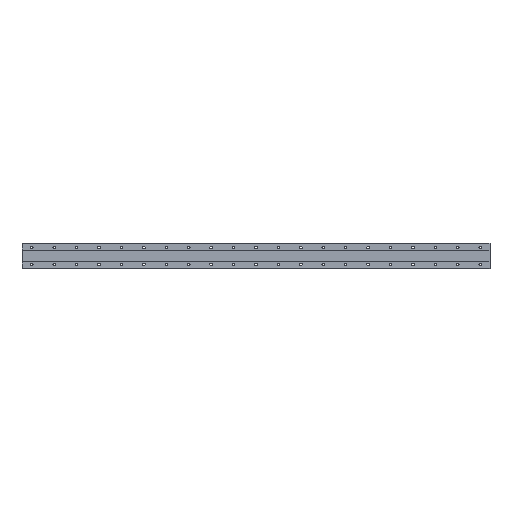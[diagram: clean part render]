
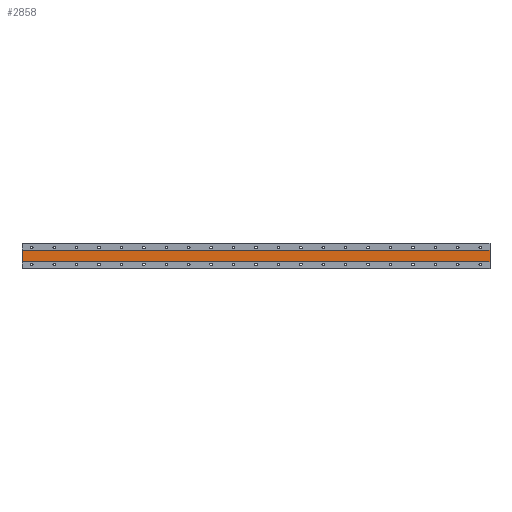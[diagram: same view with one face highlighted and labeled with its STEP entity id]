
A CAD part, front view. The second image highlights one B-rep face of the part: STEP entity #2858.
In plain terms, the highlighted planar face has unit normal (0, -1, 0).
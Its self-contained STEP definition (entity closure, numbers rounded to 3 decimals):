
#56 = VERTEX_POINT ( 'NONE', #5496 ) ;
#112 = VECTOR ( 'NONE', #1062, 1000. ) ;
#274 = DIRECTION ( 'NONE',  ( 0., 0., 1. ) ) ;
#639 = VERTEX_POINT ( 'NONE', #6894 ) ;
#976 = CARTESIAN_POINT ( 'NONE',  ( -35., 1., 20. ) ) ;
#1019 = EDGE_CURVE ( 'NONE', #56, #639, #2329, .T. ) ;
#1062 = DIRECTION ( 'NONE',  ( 1., 0., 0. ) ) ;
#1149 = CARTESIAN_POINT ( 'NONE',  ( 1635., 1., 20. ) ) ;
#1245 = EDGE_CURVE ( 'NONE', #5446, #1257, #6777, .T. ) ;
#1257 = VERTEX_POINT ( 'NONE', #7508 ) ;
#1383 = PLANE ( 'NONE',  #4497 ) ;
#1558 = CARTESIAN_POINT ( 'NONE',  ( 1635., 1., 20. ) ) ;
#1754 = LINE ( 'NONE', #4114, #2421 ) ;
#1989 = FACE_OUTER_BOUND ( 'NONE', #2104, .T. ) ;
#2104 = EDGE_LOOP ( 'NONE', ( #5469, #2900, #2631, #2496 ) ) ;
#2329 = LINE ( 'NONE', #7048, #7520 ) ;
#2421 = VECTOR ( 'NONE', #7592, 1000. ) ;
#2496 = ORIENTED_EDGE ( 'NONE', *, *, #4779, .F. ) ;
#2568 = CARTESIAN_POINT ( 'NONE',  ( 1635., 1., 20. ) ) ;
#2631 = ORIENTED_EDGE ( 'NONE', *, *, #1245, .F. ) ;
#2858 = ADVANCED_FACE ( 'NONE', ( #1989 ), #1383, .F. ) ;
#2900 = ORIENTED_EDGE ( 'NONE', *, *, #4356, .F. ) ;
#2942 = DIRECTION ( 'NONE',  ( -1., 0., 0. ) ) ;
#4114 = CARTESIAN_POINT ( 'NONE',  ( -35., 1., 20. ) ) ;
#4356 = EDGE_CURVE ( 'NONE', #1257, #56, #4743, .T. ) ;
#4497 = AXIS2_PLACEMENT_3D ( 'NONE', #2568, #6204, #274 ) ;
#4743 = LINE ( 'NONE', #1149, #6862 ) ;
#4779 = EDGE_CURVE ( 'NONE', #639, #5446, #1754, .T. ) ;
#5446 = VERTEX_POINT ( 'NONE', #976 ) ;
#5469 = ORIENTED_EDGE ( 'NONE', *, *, #1019, .F. ) ;
#5496 = CARTESIAN_POINT ( 'NONE',  ( 1635., 1., -20. ) ) ;
#5827 = DIRECTION ( 'NONE',  ( 0., 0., -1. ) ) ;
#6204 = DIRECTION ( 'NONE',  ( 0., 1., 0. ) ) ;
#6777 = LINE ( 'NONE', #1558, #112 ) ;
#6862 = VECTOR ( 'NONE', #5827, 1000. ) ;
#6894 = CARTESIAN_POINT ( 'NONE',  ( -35., 1., -20. ) ) ;
#7048 = CARTESIAN_POINT ( 'NONE',  ( 1635., 1., -20. ) ) ;
#7508 = CARTESIAN_POINT ( 'NONE',  ( 1635., 1., 20. ) ) ;
#7520 = VECTOR ( 'NONE', #2942, 1000. ) ;
#7592 = DIRECTION ( 'NONE',  ( 0., 0., 1. ) ) ;
